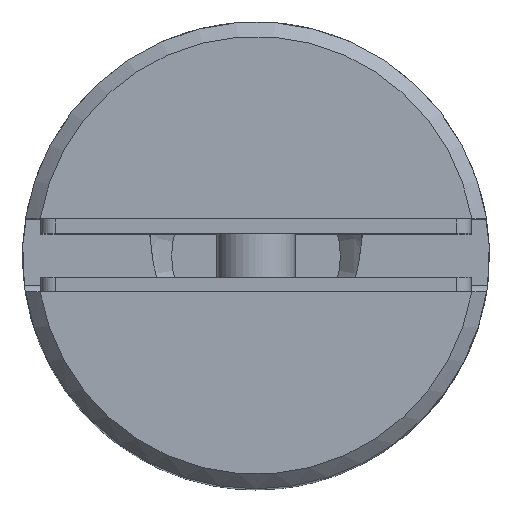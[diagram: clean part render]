
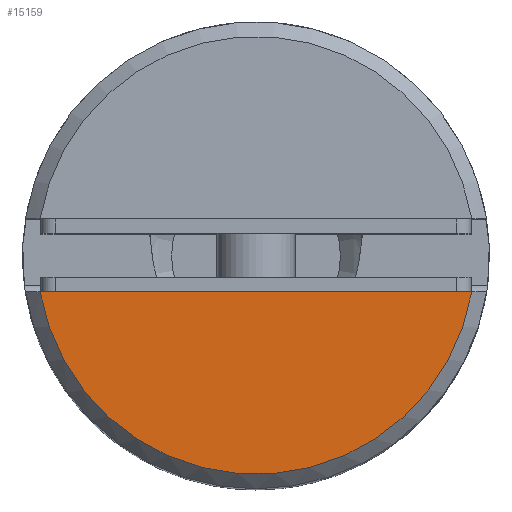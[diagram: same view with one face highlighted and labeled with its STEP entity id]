
A CAD part, top view. The second image highlights one B-rep face of the part: STEP entity #15159.
In plain terms, the highlighted planar face has unit normal (0, 0, 1).
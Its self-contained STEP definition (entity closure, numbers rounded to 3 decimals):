
#68 = ORIENTED_EDGE ( 'NONE', *, *, #17511, .T. ) ;
#276 = CARTESIAN_POINT ( 'NONE',  ( 14.79, -2.5, 40. ) ) ;
#1892 = AXIS2_PLACEMENT_3D ( 'NONE', #12630, #15592, #16072 ) ;
#2274 = DIRECTION ( 'NONE',  ( -1., 0., 0. ) ) ;
#2914 = CARTESIAN_POINT ( 'NONE',  ( -14.79, -2.5, 40. ) ) ;
#4074 = VERTEX_POINT ( 'NONE', #2914 ) ;
#6033 = DIRECTION ( 'NONE',  ( -1., 0., 0. ) ) ;
#6546 = FACE_OUTER_BOUND ( 'NONE', #15868, .T. ) ;
#6956 = PLANE ( 'NONE',  #13351 ) ;
#9418 = VECTOR ( 'NONE', #6033, 1000. ) ;
#9898 = CIRCLE ( 'NONE', #1892, 15. ) ;
#11697 = CARTESIAN_POINT ( 'NONE',  ( 0., 0., 40. ) ) ;
#12630 = CARTESIAN_POINT ( 'NONE',  ( 0., 0., 40. ) ) ;
#13351 = AXIS2_PLACEMENT_3D ( 'NONE', #11697, #19375, #2274 ) ;
#13621 = LINE ( 'NONE', #15466, #9418 ) ;
#15159 = ADVANCED_FACE ( 'NONE', ( #6546 ), #6956, .F. ) ;
#15466 = CARTESIAN_POINT ( 'NONE',  ( 15.803, -2.5, 40. ) ) ;
#15592 = DIRECTION ( 'NONE',  ( 0., 0., 1. ) ) ;
#15606 = ORIENTED_EDGE ( 'NONE', *, *, #17668, .T. ) ;
#15868 = EDGE_LOOP ( 'NONE', ( #68, #15606 ) ) ;
#15954 = VERTEX_POINT ( 'NONE', #276 ) ;
#16072 = DIRECTION ( 'NONE',  ( -1., 0., 0. ) ) ;
#17511 = EDGE_CURVE ( 'NONE', #15954, #4074, #13621, .T. ) ;
#17668 = EDGE_CURVE ( 'NONE', #4074, #15954, #9898, .T. ) ;
#19375 = DIRECTION ( 'NONE',  ( 0., 0., -1. ) ) ;
